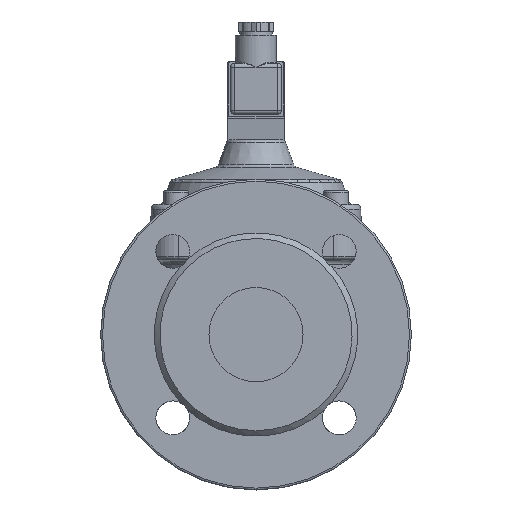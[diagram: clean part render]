
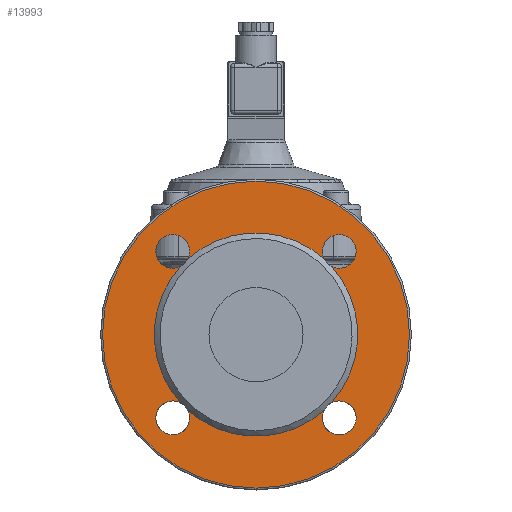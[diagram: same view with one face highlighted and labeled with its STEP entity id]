
A CAD part, front view. The second image highlights one B-rep face of the part: STEP entity #13993.
In plain terms, the highlighted planar face has unit normal (0, -1, 0).
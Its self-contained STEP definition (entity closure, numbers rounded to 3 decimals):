
#2955=FACE_BOUND('',#3916,.T.);
#3076=FACE_OUTER_BOUND('',#3915,.T.);
#3915=EDGE_LOOP('',(#8717));
#3916=EDGE_LOOP('',(#8718,#8719,#8720,#8721,#8722,#8723,#8724,#8725));
#4875=CIRCLE('',#14835,81.5);
#4876=CIRCLE('',#14836,9.);
#4877=CIRCLE('',#14837,54.);
#4878=CIRCLE('',#14838,9.);
#4879=CIRCLE('',#14839,54.);
#4880=CIRCLE('',#14840,9.);
#4881=CIRCLE('',#14841,54.);
#4882=CIRCLE('',#14842,9.);
#4883=CIRCLE('',#14843,54.);
#5345=VERTEX_POINT('',#19042);
#5346=VERTEX_POINT('',#19044);
#5347=VERTEX_POINT('',#19045);
#5348=VERTEX_POINT('',#19047);
#5349=VERTEX_POINT('',#19049);
#5350=VERTEX_POINT('',#19051);
#5351=VERTEX_POINT('',#19053);
#5352=VERTEX_POINT('',#19055);
#5353=VERTEX_POINT('',#19057);
#6665=EDGE_CURVE('',#5345,#5345,#4875,.T.);
#6666=EDGE_CURVE('',#5346,#5347,#4876,.T.);
#6667=EDGE_CURVE('',#5347,#5348,#4877,.T.);
#6668=EDGE_CURVE('',#5348,#5349,#4878,.T.);
#6669=EDGE_CURVE('',#5349,#5350,#4879,.T.);
#6670=EDGE_CURVE('',#5350,#5351,#4880,.T.);
#6671=EDGE_CURVE('',#5351,#5352,#4881,.T.);
#6672=EDGE_CURVE('',#5352,#5353,#4882,.T.);
#6673=EDGE_CURVE('',#5353,#5346,#4883,.T.);
#8717=ORIENTED_EDGE('',*,*,#6665,.F.);
#8718=ORIENTED_EDGE('',*,*,#6666,.T.);
#8719=ORIENTED_EDGE('',*,*,#6667,.T.);
#8720=ORIENTED_EDGE('',*,*,#6668,.T.);
#8721=ORIENTED_EDGE('',*,*,#6669,.T.);
#8722=ORIENTED_EDGE('',*,*,#6670,.T.);
#8723=ORIENTED_EDGE('',*,*,#6671,.T.);
#8724=ORIENTED_EDGE('',*,*,#6672,.T.);
#8725=ORIENTED_EDGE('',*,*,#6673,.T.);
#12821=PLANE('',#14834);
#13993=ADVANCED_FACE('',(#3076,#2955),#12821,.T.);
#14834=AXIS2_PLACEMENT_3D('',#19041,#15952,#15953);
#14835=AXIS2_PLACEMENT_3D('',#19043,#15954,#15955);
#14836=AXIS2_PLACEMENT_3D('',#19046,#15956,#15957);
#14837=AXIS2_PLACEMENT_3D('',#19048,#15958,#15959);
#14838=AXIS2_PLACEMENT_3D('',#19050,#15960,#15961);
#14839=AXIS2_PLACEMENT_3D('',#19052,#15962,#15963);
#14840=AXIS2_PLACEMENT_3D('',#19054,#15964,#15965);
#14841=AXIS2_PLACEMENT_3D('',#19056,#15966,#15967);
#14842=AXIS2_PLACEMENT_3D('',#19058,#15968,#15969);
#14843=AXIS2_PLACEMENT_3D('',#19059,#15970,#15971);
#15952=DIRECTION('center_axis',(0.,-1.,0.));
#15953=DIRECTION('ref_axis',(0.,0.,-1.));
#15954=DIRECTION('center_axis',(0.,1.,0.));
#15955=DIRECTION('ref_axis',(0.,0.,1.));
#15956=DIRECTION('center_axis',(0.,1.,0.));
#15957=DIRECTION('ref_axis',(0.,0.,
-1.));
#15958=DIRECTION('center_axis',(0.,1.,0.));
#15959=DIRECTION('ref_axis',(0.,0.,1.));
#15960=DIRECTION('center_axis',(0.,1.,0.));
#15961=DIRECTION('ref_axis',(-1.,0.,0.));
#15962=DIRECTION('center_axis',(0.,1.,0.));
#15963=DIRECTION('ref_axis',(0.,0.,1.));
#15964=DIRECTION('center_axis',(0.,1.,0.));
#15965=DIRECTION('ref_axis',(0.,0.,
1.));
#15966=DIRECTION('center_axis',(0.,1.,0.));
#15967=DIRECTION('ref_axis',(0.,0.,1.));
#15968=DIRECTION('center_axis',(0.,1.,0.));
#15969=DIRECTION('ref_axis',(1.,0.,0.));
#15970=DIRECTION('center_axis',(0.,1.,0.));
#15971=DIRECTION('ref_axis',(0.,0.,1.));
#19041=CARTESIAN_POINT('Origin',(0.,-112.,67.75));
#19042=CARTESIAN_POINT('',(0.,-112.,81.5));
#19043=CARTESIAN_POINT('Origin',(0.,-112.,0.));
#19044=CARTESIAN_POINT('',(36.191,-112.,40.078));
#19045=CARTESIAN_POINT('',(40.078,-112.,36.191));
#19046=CARTESIAN_POINT('Origin',(44.194,-112.,44.194));
#19047=CARTESIAN_POINT('',(40.078,-112.,-36.191));
#19048=CARTESIAN_POINT('Origin',(0.,-112.,0.));
#19049=CARTESIAN_POINT('',(36.191,-112.,-40.078));
#19050=CARTESIAN_POINT('Origin',(44.194,-112.,-44.194));
#19051=CARTESIAN_POINT('',(-36.191,-112.,-40.078));
#19052=CARTESIAN_POINT('Origin',(0.,-112.,0.));
#19053=CARTESIAN_POINT('',(-40.078,-112.,-36.191));
#19054=CARTESIAN_POINT('Origin',(-44.194,-112.,-44.194));
#19055=CARTESIAN_POINT('',(-40.078,-112.,36.191));
#19056=CARTESIAN_POINT('Origin',(0.,-112.,0.));
#19057=CARTESIAN_POINT('',(-36.191,-112.,40.078));
#19058=CARTESIAN_POINT('Origin',(-44.194,-112.,44.194));
#19059=CARTESIAN_POINT('Origin',(0.,-112.,0.));
